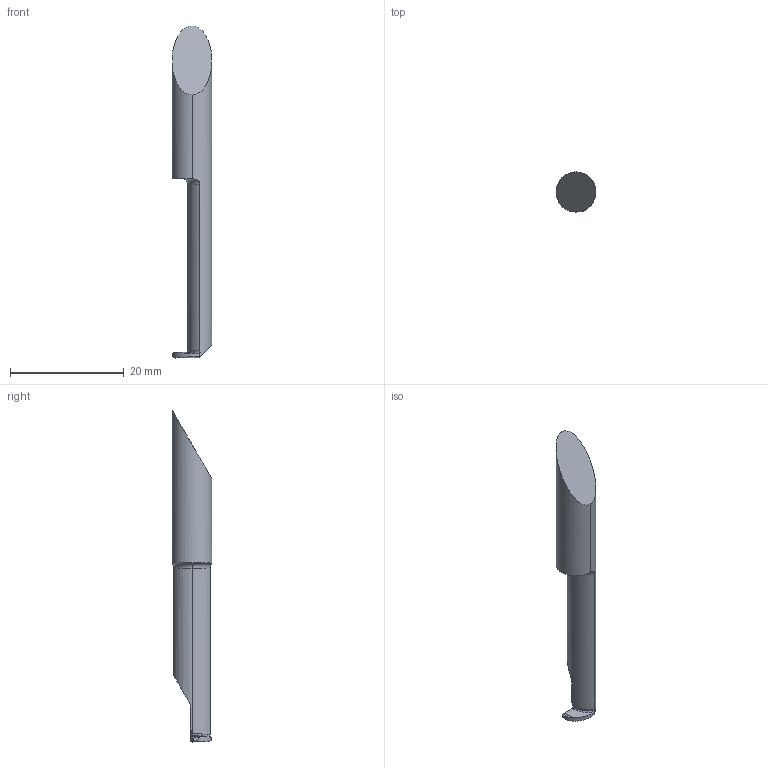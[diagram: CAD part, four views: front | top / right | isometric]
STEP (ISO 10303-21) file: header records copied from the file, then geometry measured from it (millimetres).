
FILE_DESCRIPTION(/* description */ (''),/* implementation_level */ '2;1');
FILE_NAME(/* name */ '1530532375017.stp',/* time_stamp */ '2018-07-02T13:53:01+02:00',/* author */ (''),/* organization */ ('SMS'),/* preprocessor_version */ 'ST-DEVELOPER v15',/* originating_system */ 'SIEMENS PLM Software NX 8.5',/* authorisation */ '');
FILE_SCHEMA (('AUTOMOTIVE_DESIGN { 1 0 10303 214 3 1 1 1 }'));
Length unit declared in the file: millimetre
Products named in the file (1): ASSEMBLY_CONSTRUCTION
Bounding box: 7 x 7 x 58.31 mm (x, y, z)
Volume: 1347 mm3; surface area: 1062 mm2
Topology: 2 solids, 2 shells, 31 faces, 79 edges, 55 vertices
Faces by surface type: plane 12, cylinder 10, bspline 7, torus 2
Entity records: 1626 total; most frequent: CARTESIAN_POINT 905, ORIENTED_EDGE 156, DIRECTION 108, EDGE_CURVE 78, VERTEX_POINT 51, AXIS2_PLACEMENT_3D 40, ADVANCED_FACE 31, FACE_OUTER_BOUND 31
